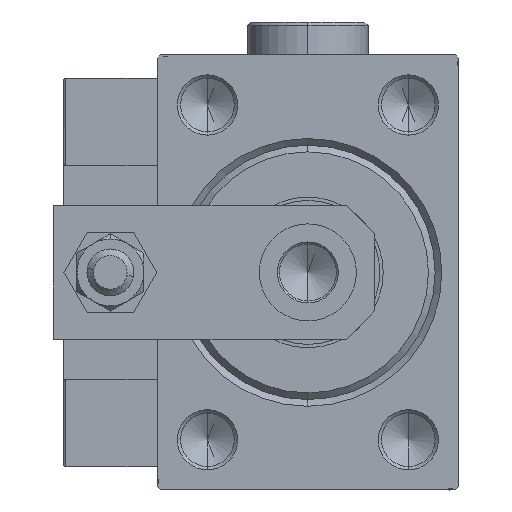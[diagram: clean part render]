
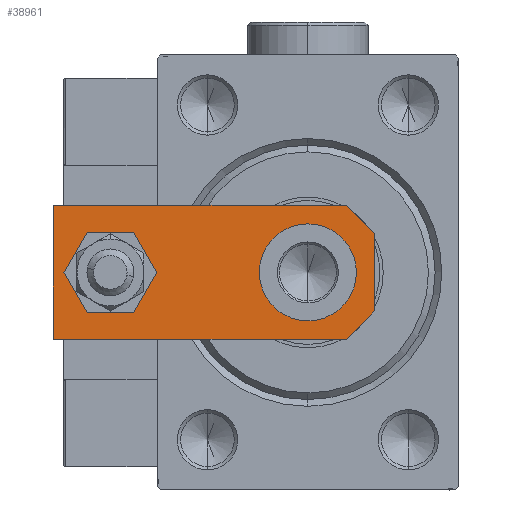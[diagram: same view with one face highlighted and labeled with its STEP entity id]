
A CAD part, left-side view. The second image highlights one B-rep face of the part: STEP entity #38961.
In plain terms, the highlighted face is planar.
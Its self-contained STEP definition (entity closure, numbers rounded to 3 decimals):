
#509 = CARTESIAN_POINT ( 'NONE',  ( -2.88, -2.88, 6. ) ) ;
#2718 = CARTESIAN_POINT ( 'NONE',  ( -10., 0., 6. ) ) ;
#3321 = EDGE_CURVE ( 'NONE', #10191, #9268, #12766, .T. ) ;
#3496 = CARTESIAN_POINT ( 'NONE',  ( 2.88, -2.88, 6. ) ) ;
#3726 = AXIS2_PLACEMENT_3D ( 'NONE', #25675, #46375, #18474 ) ;
#3824 = AXIS2_PLACEMENT_3D ( 'NONE', #19510, #31483, #15267 ) ;
#4075 = CARTESIAN_POINT ( 'NONE',  ( 10., 0., 6. ) ) ;
#5206 = VECTOR ( 'NONE', #8754, 1000. ) ;
#5632 = CARTESIAN_POINT ( 'NONE',  ( -7.25, 10., 6. ) ) ;
#6792 = AXIS2_PLACEMENT_3D ( 'NONE', #32467, #8266, #36188 ) ;
#8266 = DIRECTION ( 'NONE',  ( 0., 0., 1. ) ) ;
#8419 = EDGE_LOOP ( 'NONE', ( #40352, #18584 ) ) ;
#8639 = CARTESIAN_POINT ( 'NONE',  ( -5.76, 0., 6. ) ) ;
#8754 = DIRECTION ( 'NONE',  ( 0.707, -0.707, 0. ) ) ;
#9115 = EDGE_CURVE ( 'NONE', #32284, #30578, #41441, .T. ) ;
#9268 = VERTEX_POINT ( 'NONE', #23054 ) ;
#9722 = VECTOR ( 'NONE', #35169, 1000. ) ;
#10191 = VERTEX_POINT ( 'NONE', #40426 ) ;
#11921 = VERTEX_POINT ( 'NONE', #46275 ) ;
#12282 = LINE ( 'NONE', #3496, #20383 ) ;
#12766 = CIRCLE ( 'NONE', #6792, 4. ) ;
#12966 = FACE_OUTER_BOUND ( 'NONE', #22284, .T. ) ;
#13494 = DIRECTION ( 'NONE',  ( 1., 0., 0. ) ) ;
#14084 = VECTOR ( 'NONE', #28551, 1000. ) ;
#15154 = ORIENTED_EDGE ( 'NONE', *, *, #50240, .T. ) ;
#15267 = DIRECTION ( 'NONE',  ( 1., 0., 0. ) ) ;
#15697 = AXIS2_PLACEMENT_3D ( 'NONE', #21804, #38029, #22806 ) ;
#15909 = ORIENTED_EDGE ( 'NONE', *, *, #9115, .T. ) ;
#17264 = ORIENTED_EDGE ( 'NONE', *, *, #36658, .T. ) ;
#17844 = VERTEX_POINT ( 'NONE', #33300 ) ;
#18474 = DIRECTION ( 'NONE',  ( 1., 0., 0. ) ) ;
#18584 = ORIENTED_EDGE ( 'NONE', *, *, #20475, .F. ) ;
#18786 = ORIENTED_EDGE ( 'NONE', *, *, #51173, .T. ) ;
#18990 = ORIENTED_EDGE ( 'NONE', *, *, #26479, .T. ) ;
#19207 = LINE ( 'NONE', #2718, #9722 ) ;
#19510 = CARTESIAN_POINT ( 'NONE',  ( 0., 39.5, 6. ) ) ;
#19719 = DIRECTION ( 'NONE',  ( 0.707, 0.707, 0. ) ) ;
#20383 = VECTOR ( 'NONE', #19719, 1000. ) ;
#20475 = EDGE_CURVE ( 'NONE', #11921, #38816, #52198, .T. ) ;
#20612 = CARTESIAN_POINT ( 'NONE',  ( 10., 48., 6. ) ) ;
#21147 = DIRECTION ( 'NONE',  ( -1., 0., 0. ) ) ;
#21465 = FACE_BOUND ( 'NONE', #8419, .T. ) ;
#21804 = CARTESIAN_POINT ( 'NONE',  ( 0., 10., 6. ) ) ;
#22284 = EDGE_LOOP ( 'NONE', ( #15154, #15909, #18786, #17264, #18990, #29774 ) ) ;
#22806 = DIRECTION ( 'NONE',  ( 1., 0., 0. ) ) ;
#23054 = CARTESIAN_POINT ( 'NONE',  ( -4., 39.5, 6. ) ) ;
#23640 = VERTEX_POINT ( 'NONE', #41897 ) ;
#24700 = CARTESIAN_POINT ( 'NONE',  ( 5.76, 0., 6. ) ) ;
#25019 = CARTESIAN_POINT ( 'NONE',  ( -10., 48., 6. ) ) ;
#25460 = EDGE_CURVE ( 'NONE', #9268, #10191, #50639, .T. ) ;
#25488 = EDGE_LOOP ( 'NONE', ( #51007, #35338 ) ) ;
#25675 = CARTESIAN_POINT ( 'NONE',  ( 0., 10., 6. ) ) ;
#25715 = CARTESIAN_POINT ( 'NONE',  ( 10., 4.24, 6. ) ) ;
#26479 = EDGE_CURVE ( 'NONE', #34747, #17844, #32275, .T. ) ;
#28551 = DIRECTION ( 'NONE',  ( 0., 1., 0. ) ) ;
#29774 = ORIENTED_EDGE ( 'NONE', *, *, #42911, .T. ) ;
#30527 = AXIS2_PLACEMENT_3D ( 'NONE', #45632, #41393, #13494 ) ;
#30578 = VERTEX_POINT ( 'NONE', #8639 ) ;
#31483 = DIRECTION ( 'NONE',  ( 0., 0., 1. ) ) ;
#32275 = LINE ( 'NONE', #4075, #14084 ) ;
#32284 = VERTEX_POINT ( 'NONE', #32446 ) ;
#32446 = CARTESIAN_POINT ( 'NONE',  ( -10., 4.24, 6. ) ) ;
#32467 = CARTESIAN_POINT ( 'NONE',  ( 0., 39.5, 6. ) ) ;
#33300 = CARTESIAN_POINT ( 'NONE',  ( 10., 48., 6. ) ) ;
#34747 = VERTEX_POINT ( 'NONE', #25715 ) ;
#35169 = DIRECTION ( 'NONE',  ( 1., 0., 0. ) ) ;
#35338 = ORIENTED_EDGE ( 'NONE', *, *, #3321, .F. ) ;
#36188 = DIRECTION ( 'NONE',  ( 1., 0., 0. ) ) ;
#36658 = EDGE_CURVE ( 'NONE', #41318, #34747, #12282, .T. ) ;
#37882 = VECTOR ( 'NONE', #41232, 1000. ) ;
#38029 = DIRECTION ( 'NONE',  ( 0., 0., 1. ) ) ;
#38816 = VERTEX_POINT ( 'NONE', #5632 ) ;
#38961 = ADVANCED_FACE ( 'NONE', ( #49361, #12966, #21465 ), #46167, .T. ) ;
#40352 = ORIENTED_EDGE ( 'NONE', *, *, #48918, .F. ) ;
#40426 = CARTESIAN_POINT ( 'NONE',  ( 4., 39.5, 6. ) ) ;
#40816 = LINE ( 'NONE', #20612, #51024 ) ;
#40963 = LINE ( 'NONE', #25019, #37882 ) ;
#41085 = CIRCLE ( 'NONE', #3726, 7.25 ) ;
#41232 = DIRECTION ( 'NONE',  ( 0., -1., 0. ) ) ;
#41318 = VERTEX_POINT ( 'NONE', #24700 ) ;
#41393 = DIRECTION ( 'NONE',  ( 0., 0., 1. ) ) ;
#41441 = LINE ( 'NONE', #509, #5206 ) ;
#41897 = CARTESIAN_POINT ( 'NONE',  ( -10., 48., 6. ) ) ;
#42911 = EDGE_CURVE ( 'NONE', #17844, #23640, #40816, .T. ) ;
#45632 = CARTESIAN_POINT ( 'NONE',  ( 0., 0., 6. ) ) ;
#46167 = PLANE ( 'NONE',  #30527 ) ;
#46275 = CARTESIAN_POINT ( 'NONE',  ( 7.25, 10., 6. ) ) ;
#46375 = DIRECTION ( 'NONE',  ( 0., 0., 1. ) ) ;
#48918 = EDGE_CURVE ( 'NONE', #38816, #11921, #41085, .T. ) ;
#49361 = FACE_BOUND ( 'NONE', #25488, .T. ) ;
#50240 = EDGE_CURVE ( 'NONE', #23640, #32284, #40963, .T. ) ;
#50639 = CIRCLE ( 'NONE', #3824, 4. ) ;
#51007 = ORIENTED_EDGE ( 'NONE', *, *, #25460, .F. ) ;
#51024 = VECTOR ( 'NONE', #21147, 1000. ) ;
#51173 = EDGE_CURVE ( 'NONE', #30578, #41318, #19207, .T. ) ;
#52198 = CIRCLE ( 'NONE', #15697, 7.25 ) ;
